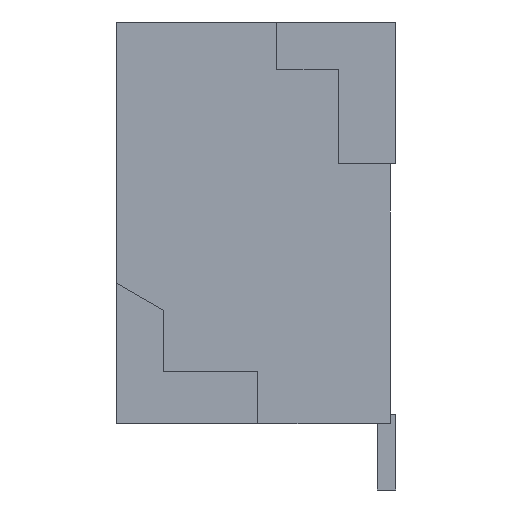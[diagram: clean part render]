
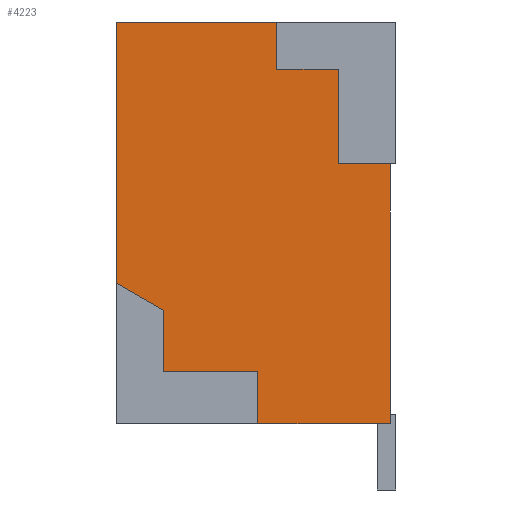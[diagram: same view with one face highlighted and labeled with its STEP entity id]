
A CAD part, left-side view. The second image highlights one B-rep face of the part: STEP entity #4223.
In plain terms, the highlighted planar face has unit normal (-1, 0, 0).
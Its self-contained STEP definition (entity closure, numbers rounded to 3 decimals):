
#87 = VERTEX_POINT ( 'NONE', #1331 ) ;
#120 = EDGE_CURVE ( 'NONE', #3653, #1931, #5357, .T. ) ;
#129 = ORIENTED_EDGE ( 'NONE', *, *, #6472, .T. ) ;
#190 = EDGE_CURVE ( 'NONE', #1314, #7326, #2473, .T. ) ;
#284 = CARTESIAN_POINT ( 'NONE',  ( -5.5, 2.96, -2.125 ) ) ;
#368 = EDGE_CURVE ( 'NONE', #1931, #1314, #1432, .T. ) ;
#390 = AXIS2_PLACEMENT_3D ( 'NONE', #6237, #1070, #3294 ) ;
#553 = VERTEX_POINT ( 'NONE', #5012 ) ;
#626 = CARTESIAN_POINT ( 'NONE',  ( -5.5, 1.26, 1.625 ) ) ;
#832 = CARTESIAN_POINT ( 'NONE',  ( -5.5, 2.96, -0.636 ) ) ;
#1004 = VERTEX_POINT ( 'NONE', #1120 ) ;
#1029 = DIRECTION ( 'NONE',  ( 0., -1., 0. ) ) ;
#1070 = DIRECTION ( 'NONE',  ( 1., 0., 0. ) ) ;
#1094 = VECTOR ( 'NONE', #7257, 1000. ) ;
#1118 = ORIENTED_EDGE ( 'NONE', *, *, #120, .T. ) ;
#1120 = CARTESIAN_POINT ( 'NONE',  ( -5.5, 1.46, -1.575 ) ) ;
#1130 = CARTESIAN_POINT ( 'NONE',  ( -5.5, 2.46, -1.575 ) ) ;
#1200 = CARTESIAN_POINT ( 'NONE',  ( -5.5, 1.26, 2.125 ) ) ;
#1252 = DIRECTION ( 'NONE',  ( 0., 0., 1. ) ) ;
#1302 = LINE ( 'NONE', #3546, #3630 ) ;
#1314 = VERTEX_POINT ( 'NONE', #6054 ) ;
#1331 = CARTESIAN_POINT ( 'NONE',  ( -5.5, 2.96, 2.125 ) ) ;
#1373 = ORIENTED_EDGE ( 'NONE', *, *, #6331, .T. ) ;
#1384 = CARTESIAN_POINT ( 'NONE',  ( -5.5, 1.26, 2.125 ) ) ;
#1432 = LINE ( 'NONE', #3696, #4055 ) ;
#1471 = CARTESIAN_POINT ( 'NONE',  ( -5.5, 1.46, -2.125 ) ) ;
#1578 = EDGE_CURVE ( 'NONE', #87, #4600, #2576, .T. ) ;
#1579 = FACE_OUTER_BOUND ( 'NONE', #5475, .T. ) ;
#1639 = EDGE_CURVE ( 'NONE', #2279, #1004, #3840, .T. ) ;
#1708 = LINE ( 'NONE', #4019, #7316 ) ;
#1738 = ORIENTED_EDGE ( 'NONE', *, *, #2842, .T. ) ;
#1746 = CARTESIAN_POINT ( 'NONE',  ( -5.5, 0.61, 1.625 ) ) ;
#1789 = ORIENTED_EDGE ( 'NONE', *, *, #1578, .F. ) ;
#1796 = ORIENTED_EDGE ( 'NONE', *, *, #7003, .T. ) ;
#1931 = VERTEX_POINT ( 'NONE', #2832 ) ;
#2279 = VERTEX_POINT ( 'NONE', #1130 ) ;
#2333 = LINE ( 'NONE', #4679, #3744 ) ;
#2371 = ORIENTED_EDGE ( 'NONE', *, *, #4920, .F. ) ;
#2437 = DIRECTION ( 'NONE',  ( 0., -1., 0. ) ) ;
#2473 = LINE ( 'NONE', #4825, #3938 ) ;
#2576 = LINE ( 'NONE', #4929, #1094 ) ;
#2660 = VECTOR ( 'NONE', #3640, 1000. ) ;
#2832 = CARTESIAN_POINT ( 'NONE',  ( -5.5, 0.06, -2.125 ) ) ;
#2842 = EDGE_CURVE ( 'NONE', #7336, #553, #2333, .T. ) ;
#3294 = DIRECTION ( 'NONE',  ( 0., 0., -1. ) ) ;
#3399 = VERTEX_POINT ( 'NONE', #626 ) ;
#3546 = CARTESIAN_POINT ( 'NONE',  ( -5.5, 1.26, 1.625 ) ) ;
#3630 = VECTOR ( 'NONE', #5914, 1000. ) ;
#3640 = DIRECTION ( 'NONE',  ( 0., 0., 1. ) ) ;
#3653 = VERTEX_POINT ( 'NONE', #6314 ) ;
#3696 = CARTESIAN_POINT ( 'NONE',  ( -5.5, 0.06, 2.125 ) ) ;
#3744 = VECTOR ( 'NONE', #7008, 1000. ) ;
#3745 = DIRECTION ( 'NONE',  ( 0., 0., -1. ) ) ;
#3840 = LINE ( 'NONE', #6206, #5178 ) ;
#3873 = PLANE ( 'NONE',  #390 ) ;
#3938 = VECTOR ( 'NONE', #7151, 1000. ) ;
#4019 = CARTESIAN_POINT ( 'NONE',  ( -5.5, 2.46, -1.575 ) ) ;
#4053 = DIRECTION ( 'NONE',  ( 0., 0., 1. ) ) ;
#4055 = VECTOR ( 'NONE', #6064, 1000. ) ;
#4078 = LINE ( 'NONE', #6438, #6600 ) ;
#4099 = CARTESIAN_POINT ( 'NONE',  ( -5.5, 0.61, 1.625 ) ) ;
#4132 = EDGE_CURVE ( 'NONE', #3399, #4600, #6575, .T. ) ;
#4223 = ADVANCED_FACE ( 'NONE', ( #1579 ), #3873, .F. ) ;
#4246 = VECTOR ( 'NONE', #4053, 1000. ) ;
#4594 = EDGE_CURVE ( 'NONE', #553, #2279, #1708, .T. ) ;
#4600 = VERTEX_POINT ( 'NONE', #1200 ) ;
#4679 = CARTESIAN_POINT ( 'NONE',  ( -5.5, 2.46, -0.925 ) ) ;
#4825 = CARTESIAN_POINT ( 'NONE',  ( -5.5, 0.61, 0.625 ) ) ;
#4920 = EDGE_CURVE ( 'NONE', #7336, #87, #4078, .T. ) ;
#4929 = CARTESIAN_POINT ( 'NONE',  ( -5.5, 2.96, 2.125 ) ) ;
#5012 = CARTESIAN_POINT ( 'NONE',  ( -5.5, 2.46, -0.925 ) ) ;
#5154 = ORIENTED_EDGE ( 'NONE', *, *, #4594, .T. ) ;
#5178 = VECTOR ( 'NONE', #1029, 1000. ) ;
#5212 = VERTEX_POINT ( 'NONE', #4099 ) ;
#5345 = ORIENTED_EDGE ( 'NONE', *, *, #190, .T. ) ;
#5357 = LINE ( 'NONE', #284, #7247 ) ;
#5413 = ORIENTED_EDGE ( 'NONE', *, *, #4132, .T. ) ;
#5475 = EDGE_LOOP ( 'NONE', ( #5345, #1796, #129, #5413, #1789, #2371, #1738, #5154, #6088, #1373, #1118, #6626 ) ) ;
#5914 = DIRECTION ( 'NONE',  ( 0., 1., 0. ) ) ;
#6054 = CARTESIAN_POINT ( 'NONE',  ( -5.5, 0.06, 0.625 ) ) ;
#6064 = DIRECTION ( 'NONE',  ( 0., 0., 1. ) ) ;
#6088 = ORIENTED_EDGE ( 'NONE', *, *, #1639, .T. ) ;
#6206 = CARTESIAN_POINT ( 'NONE',  ( -5.5, 1.46, -1.575 ) ) ;
#6231 = VECTOR ( 'NONE', #3745, 1000. ) ;
#6237 = CARTESIAN_POINT ( 'NONE',  ( -5.5, 2.96, 2.125 ) ) ;
#6314 = CARTESIAN_POINT ( 'NONE',  ( -5.5, 1.46, -2.125 ) ) ;
#6331 = EDGE_CURVE ( 'NONE', #1004, #3653, #6670, .T. ) ;
#6382 = DIRECTION ( 'NONE',  ( 0., 0., -1. ) ) ;
#6438 = CARTESIAN_POINT ( 'NONE',  ( -5.5, 2.96, 2.125 ) ) ;
#6472 = EDGE_CURVE ( 'NONE', #5212, #3399, #1302, .T. ) ;
#6543 = CARTESIAN_POINT ( 'NONE',  ( -5.5, 0.61, 0.625 ) ) ;
#6575 = LINE ( 'NONE', #1384, #2660 ) ;
#6600 = VECTOR ( 'NONE', #1252, 1000. ) ;
#6626 = ORIENTED_EDGE ( 'NONE', *, *, #368, .T. ) ;
#6670 = LINE ( 'NONE', #1471, #6231 ) ;
#6968 = LINE ( 'NONE', #1746, #4246 ) ;
#7003 = EDGE_CURVE ( 'NONE', #7326, #5212, #6968, .T. ) ;
#7008 = DIRECTION ( 'NONE',  ( 0., -0.866, -0.5 ) ) ;
#7151 = DIRECTION ( 'NONE',  ( 0., 1., 0. ) ) ;
#7247 = VECTOR ( 'NONE', #2437, 1000. ) ;
#7257 = DIRECTION ( 'NONE',  ( 0., -1., 0. ) ) ;
#7316 = VECTOR ( 'NONE', #6382, 1000. ) ;
#7326 = VERTEX_POINT ( 'NONE', #6543 ) ;
#7336 = VERTEX_POINT ( 'NONE', #832 ) ;
